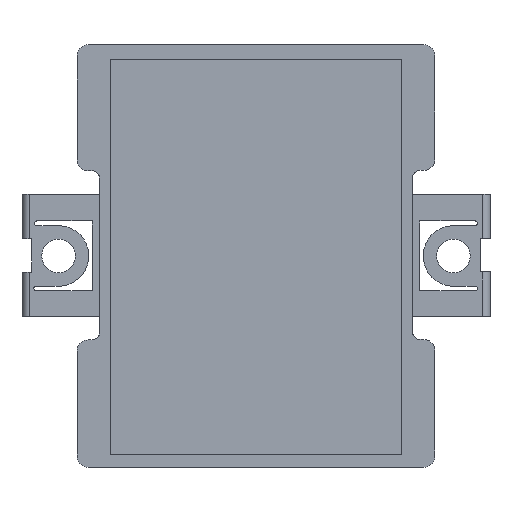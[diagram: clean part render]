
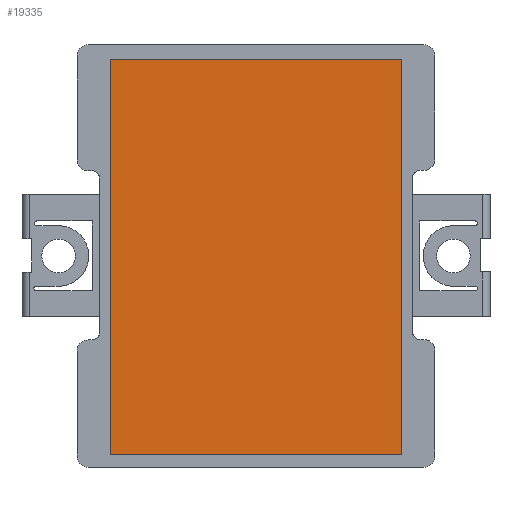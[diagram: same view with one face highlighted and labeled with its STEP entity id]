
A CAD part, top view. The second image highlights one B-rep face of the part: STEP entity #19335.
In plain terms, the highlighted planar face has unit normal (0, 0, 1).
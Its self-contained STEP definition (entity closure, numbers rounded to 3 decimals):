
#17544 = VERTEX_POINT('',#17545);
#17545 = CARTESIAN_POINT('',(-3.5,-50.687,12.5));
#17551 = EDGE_CURVE('',#17544,#17552,#17554,.T.);
#17552 = VERTEX_POINT('',#17553);
#17553 = CARTESIAN_POINT('',(-3.5,2.366,12.5));
#17554 = LINE('',#17555,#17556);
#17555 = CARTESIAN_POINT('',(-3.5,-50.687,12.5));
#17556 = VECTOR('',#17557,1.);
#17557 = DIRECTION('',(0.,1.,0.));
#17575 = VERTEX_POINT('',#17576);
#17576 = CARTESIAN_POINT('',(35.5,-50.687,12.5));
#17582 = EDGE_CURVE('',#17575,#17544,#17583,.T.);
#17583 = LINE('',#17584,#17585);
#17584 = CARTESIAN_POINT('',(35.5,-50.687,12.5));
#17585 = VECTOR('',#17586,1.);
#17586 = DIRECTION('',(-1.,0.,0.));
#17599 = VERTEX_POINT('',#17600);
#17600 = CARTESIAN_POINT('',(35.5,2.366,12.5));
#17606 = EDGE_CURVE('',#17599,#17575,#17607,.T.);
#17607 = LINE('',#17608,#17609);
#17608 = CARTESIAN_POINT('',(35.5,2.366,12.5));
#17609 = VECTOR('',#17610,1.);
#17610 = DIRECTION('',(0.,-1.,0.));
#17623 = EDGE_CURVE('',#17552,#17599,#17624,.T.);
#17624 = LINE('',#17625,#17626);
#17625 = CARTESIAN_POINT('',(-3.5,2.366,12.5));
#17626 = VECTOR('',#17627,1.);
#17627 = DIRECTION('',(1.,0.,0.));
#19335 = ADVANCED_FACE('',(#19336),#19342,.T.);
#19336 = FACE_BOUND('',#19337,.F.);
#19337 = EDGE_LOOP('',(#19338,#19339,#19340,#19341));
#19338 = ORIENTED_EDGE('',*,*,#17623,.T.);
#19339 = ORIENTED_EDGE('',*,*,#17606,.T.);
#19340 = ORIENTED_EDGE('',*,*,#17582,.T.);
#19341 = ORIENTED_EDGE('',*,*,#17551,.T.);
#19342 = PLANE('',#19343);
#19343 = AXIS2_PLACEMENT_3D('',#19344,#19345,#19346);
#19344 = CARTESIAN_POINT('',(16.,-24.161,12.5));
#19345 = DIRECTION('',(0.,0.,1.));
#19346 = DIRECTION('',(0.,1.,0.));
